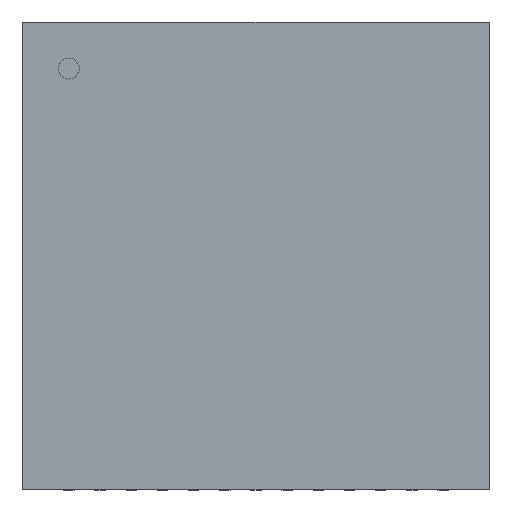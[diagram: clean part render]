
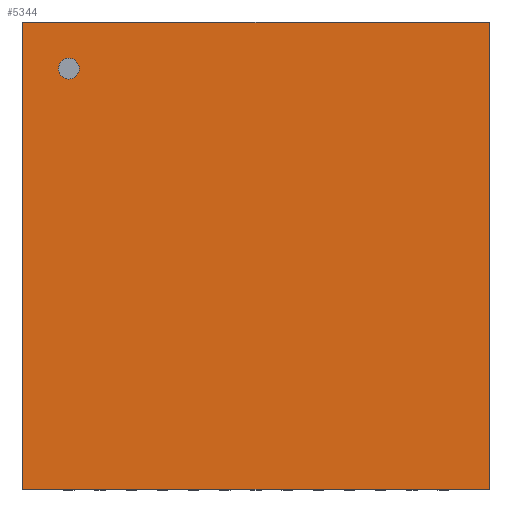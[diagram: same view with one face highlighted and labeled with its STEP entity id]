
A CAD part, top view. The second image highlights one B-rep face of the part: STEP entity #5344.
In plain terms, the highlighted planar face has unit normal (0, 0, 1).
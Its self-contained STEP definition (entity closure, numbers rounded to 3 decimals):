
#13=DIRECTION('',(0.,0.,1.));
#117=DIRECTION('',(0.,0.,-1.));
#148=VECTOR('',#149,1.);
#149=DIRECTION('',(1.,0.,0.));
#155=VECTOR('',#156,1.);
#156=DIRECTION('',(0.,-1.,0.));
#1317=ORIENTED_EDGE('',*,*,#1318,.F.);
#1318=EDGE_CURVE('',#1319,#1321,#1323,.T.);
#1319=VERTEX_POINT('',#1320);
#1320=CARTESIAN_POINT('',(-4.485,4.485,0.78));
#1321=VERTEX_POINT('',#1322);
#1322=CARTESIAN_POINT('',(4.485,4.485,0.78));
#1323=LINE('',#1320,#148);
#1557=ORIENTED_EDGE('',*,*,#1558,.T.);
#1558=EDGE_CURVE('',#1319,#1559,#1561,.T.);
#1559=VERTEX_POINT('',#1560);
#1560=CARTESIAN_POINT('',(-4.485,-4.485,0.78));
#1561=LINE('',#1320,#155);
#3346=EDGE_CURVE('',#1321,#3347,#3349,.T.);
#3347=VERTEX_POINT('',#3348);
#3348=CARTESIAN_POINT('',(4.485,-4.485,0.78));
#3349=LINE('',#1322,#155);
#3567=EDGE_CURVE('',#1559,#3347,#3568,.T.);
#3568=LINE('',#1560,#148);
#5344=ADVANCED_FACE('',(#5345,#5349),#5359,.T.);
#5345=FACE_BOUND('',#5346,.T.);
#5346=EDGE_LOOP('',(#1317,#1557,#5347,#5348));
#5347=ORIENTED_EDGE('',*,*,#3567,.T.);
#5348=ORIENTED_EDGE('',*,*,#3346,.F.);
#5349=FACE_BOUND('',#5350,.T.);
#5350=EDGE_LOOP('',(#5351));
#5351=ORIENTED_EDGE('',*,*,#5352,.T.);
#5352=EDGE_CURVE('',#5353,#5353,#5355,.T.);
#5353=VERTEX_POINT('',#5354);
#5354=CARTESIAN_POINT('',(-3.6,3.4,0.78));
#5355=CIRCLE('',#5356,0.2);
#5356=AXIS2_PLACEMENT_3D('',#5357,#117,#5358);
#5357=CARTESIAN_POINT('',(-3.6,3.6,0.78));
#5358=DIRECTION('',(0.,-1.,0.));
#5359=PLANE('',#5360);
#5360=AXIS2_PLACEMENT_3D('',#1320,#13,#156);
